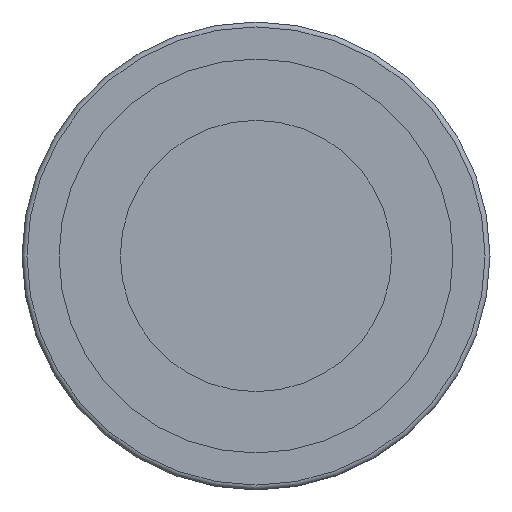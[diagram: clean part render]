
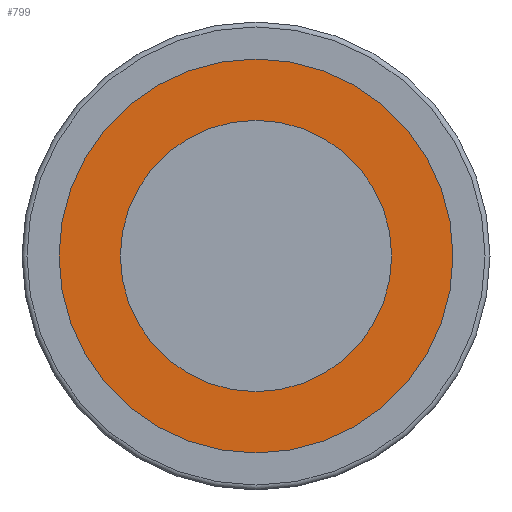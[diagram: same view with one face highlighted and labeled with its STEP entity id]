
A CAD part, front view. The second image highlights one B-rep face of the part: STEP entity #799.
In plain terms, the highlighted planar face has unit normal (0, -1, 0).
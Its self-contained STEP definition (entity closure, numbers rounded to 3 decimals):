
#205=FACE_BOUND('',#285,.T.);
#227=FACE_OUTER_BOUND('',#284,.T.);
#284=EDGE_LOOP('',(#547));
#285=EDGE_LOOP('',(#548));
#355=CIRCLE('',#860,5.5);
#356=CIRCLE('',#862,7.985);
#374=VERTEX_POINT('',#1185);
#375=VERTEX_POINT('',#1188);
#441=EDGE_CURVE('',#374,#374,#355,.T.);
#442=EDGE_CURVE('',#375,#375,#356,.T.);
#547=ORIENTED_EDGE('',*,*,#442,.T.);
#548=ORIENTED_EDGE('',*,*,#441,.F.);
#753=PLANE('',#861);
#799=ADVANCED_FACE('',(#227,#205),#753,.F.);
#860=AXIS2_PLACEMENT_3D('',#1186,#944,#945);
#861=AXIS2_PLACEMENT_3D('',#1187,#946,#947);
#862=AXIS2_PLACEMENT_3D('',#1189,#948,#949);
#944=DIRECTION('center_axis',(0.,-1.,0.));
#945=DIRECTION('ref_axis',(-1.,0.,0.));
#946=DIRECTION('center_axis',(0.,1.,0.));
#947=DIRECTION('ref_axis',(0.,0.,1.));
#948=DIRECTION('center_axis',(0.,-1.,0.));
#949=DIRECTION('ref_axis',(-1.,0.,0.));
#1185=CARTESIAN_POINT('',(-5.5,4.,0.));
#1186=CARTESIAN_POINT('Origin',(0.,4.,0.));
#1187=CARTESIAN_POINT('Origin',(-6.742,4.,0.));
#1188=CARTESIAN_POINT('',(-7.985,4.,0.));
#1189=CARTESIAN_POINT('Origin',(0.,4.,0.));
